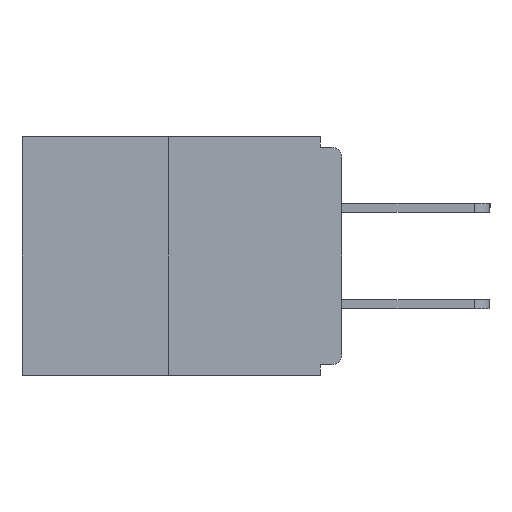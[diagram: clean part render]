
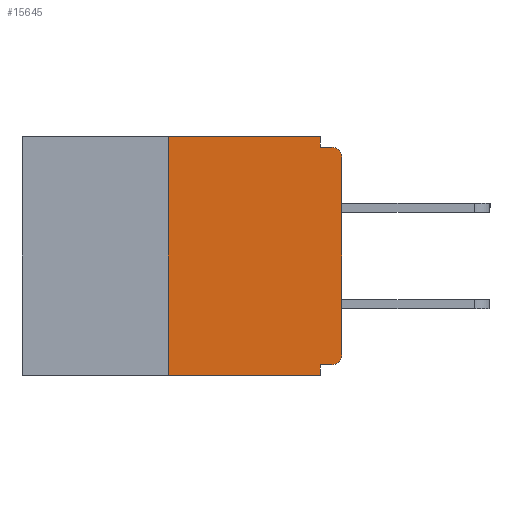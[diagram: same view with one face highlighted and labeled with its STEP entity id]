
A CAD part, left-side view. The second image highlights one B-rep face of the part: STEP entity #15645.
In plain terms, the highlighted planar face has unit normal (-1, 0, 0).
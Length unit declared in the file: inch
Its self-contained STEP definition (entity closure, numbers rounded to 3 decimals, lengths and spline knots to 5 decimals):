
#109 = CARTESIAN_POINT ( 'NONE',  ( 0., 0.46, -0.343 ) ) ;
#147 = AXIS2_PLACEMENT_3D ( 'NONE', #14065, #13971, #9924 ) ;
#376 = CARTESIAN_POINT ( 'NONE',  ( 0., 0.031, 0. ) ) ;
#784 = ORIENTED_EDGE ( 'NONE', *, *, #9220, .F. ) ;
#826 = LINE ( 'NONE', #9022, #24465 ) ;
#858 = EDGE_CURVE ( 'NONE', #21215, #16002, #12934, .T. ) ;
#1438 = VERTEX_POINT ( 'NONE', #19015 ) ;
#1671 = EDGE_CURVE ( 'NONE', #1438, #25468, #7473, .T. ) ;
#1698 = VECTOR ( 'NONE', #25812, 39.37008 ) ;
#1755 = VERTEX_POINT ( 'NONE', #12717 ) ;
#1856 = CARTESIAN_POINT ( 'NONE',  ( 0., 0.46, 0. ) ) ;
#1955 = DIRECTION ( 'NONE',  ( 0., 0., 1. ) ) ;
#2007 = DIRECTION ( 'NONE',  ( -1., 0., 0. ) ) ;
#2085 = VECTOR ( 'NONE', #18402, 39.37008 ) ;
#2307 = DIRECTION ( 'NONE',  ( 0., 0., -1. ) ) ;
#2405 = EDGE_CURVE ( 'NONE', #13369, #25468, #5605, .T. ) ;
#3038 = ORIENTED_EDGE ( 'NONE', *, *, #17549, .F. ) ;
#3220 = EDGE_LOOP ( 'NONE', ( #12466, #3038, #20319, #22573, #9723, #5079, #20251, #9263, #19132, #784 ) ) ;
#3509 = EDGE_CURVE ( 'NONE', #1755, #7350, #11598, .T. ) ;
#4531 = EDGE_CURVE ( 'NONE', #15326, #7350, #4893, .T. ) ;
#4893 = LINE ( 'NONE', #10006, #1698 ) ;
#5079 = ORIENTED_EDGE ( 'NONE', *, *, #10858, .T. ) ;
#5605 = LINE ( 'NONE', #6315, #10386 ) ;
#6315 = CARTESIAN_POINT ( 'NONE',  ( 0., 0.031, -0.343 ) ) ;
#6916 = VECTOR ( 'NONE', #24041, 39.37008 ) ;
#7350 = VERTEX_POINT ( 'NONE', #21090 ) ;
#7473 = LINE ( 'NONE', #109, #2085 ) ;
#7613 = CARTESIAN_POINT ( 'NONE',  ( 0., 0., -0.313 ) ) ;
#8221 = CARTESIAN_POINT ( 'NONE',  ( 0., 0.015, -0.03 ) ) ;
#8256 = CARTESIAN_POINT ( 'NONE',  ( 0., 0., 0. ) ) ;
#8926 = VECTOR ( 'NONE', #1955, 39.37008 ) ;
#9022 = CARTESIAN_POINT ( 'NONE',  ( 0., 0.031, 0. ) ) ;
#9162 = VERTEX_POINT ( 'NONE', #7613 ) ;
#9220 = EDGE_CURVE ( 'NONE', #16002, #15326, #826, .T. ) ;
#9263 = ORIENTED_EDGE ( 'NONE', *, *, #3509, .T. ) ;
#9723 = ORIENTED_EDGE ( 'NONE', *, *, #11975, .F. ) ;
#9879 = CARTESIAN_POINT ( 'NONE',  ( 0., 0.46, 0. ) ) ;
#9924 = DIRECTION ( 'NONE',  ( 0., 0., -1. ) ) ;
#10006 = CARTESIAN_POINT ( 'NONE',  ( 0., 0., -0.015 ) ) ;
#10386 = VECTOR ( 'NONE', #2307, 39.37008 ) ;
#10858 = EDGE_CURVE ( 'NONE', #23004, #9162, #17492, .T. ) ;
#10913 = CARTESIAN_POINT ( 'NONE',  ( 0., 0.25, 0. ) ) ;
#10959 = CARTESIAN_POINT ( 'NONE',  ( 0., 0., -0.328 ) ) ;
#11598 = CIRCLE ( 'NONE', #17927, 0.015 ) ;
#11818 = EDGE_CURVE ( 'NONE', #9162, #1755, #21171, .T. ) ;
#11975 = EDGE_CURVE ( 'NONE', #23004, #13369, #14307, .T. ) ;
#12047 = CARTESIAN_POINT ( 'NONE',  ( 0., 0.031, -0.015 ) ) ;
#12272 = VECTOR ( 'NONE', #23068, 39.37008 ) ;
#12435 = VECTOR ( 'NONE', #20840, 39.37008 ) ;
#12466 = ORIENTED_EDGE ( 'NONE', *, *, #858, .F. ) ;
#12717 = CARTESIAN_POINT ( 'NONE',  ( 0., 0., -0.03 ) ) ;
#12917 = DIRECTION ( 'NONE',  ( 0., 0., -1. ) ) ;
#12934 = LINE ( 'NONE', #1856, #6916 ) ;
#13369 = VERTEX_POINT ( 'NONE', #23206 ) ;
#13510 = DIRECTION ( 'NONE',  ( 0., 0., -1. ) ) ;
#13719 = CARTESIAN_POINT ( 'NONE',  ( 0., 0.031, -0.343 ) ) ;
#13971 = DIRECTION ( 'NONE',  ( -1., 0., 0. ) ) ;
#14065 = CARTESIAN_POINT ( 'NONE',  ( 0., 0.015, -0.313 ) ) ;
#14155 = AXIS2_PLACEMENT_3D ( 'NONE', #9879, #21295, #13510 ) ;
#14218 = PLANE ( 'NONE',  #14155 ) ;
#14307 = LINE ( 'NONE', #10959, #12435 ) ;
#15326 = VERTEX_POINT ( 'NONE', #12047 ) ;
#15645 = ADVANCED_FACE ( 'NONE', ( #24242 ), #14218, .F. ) ;
#16002 = VERTEX_POINT ( 'NONE', #376 ) ;
#17492 = CIRCLE ( 'NONE', #147, 0.015 ) ;
#17549 = EDGE_CURVE ( 'NONE', #1438, #21215, #19493, .T. ) ;
#17927 = AXIS2_PLACEMENT_3D ( 'NONE', #8221, #2007, #24278 ) ;
#18402 = DIRECTION ( 'NONE',  ( 0., -1., 0. ) ) ;
#19015 = CARTESIAN_POINT ( 'NONE',  ( 0., 0.25, -0.343 ) ) ;
#19132 = ORIENTED_EDGE ( 'NONE', *, *, #4531, .F. ) ;
#19493 = LINE ( 'NONE', #10913, #12272 ) ;
#20251 = ORIENTED_EDGE ( 'NONE', *, *, #11818, .T. ) ;
#20319 = ORIENTED_EDGE ( 'NONE', *, *, #1671, .T. ) ;
#20840 = DIRECTION ( 'NONE',  ( 0., 1., 0. ) ) ;
#21090 = CARTESIAN_POINT ( 'NONE',  ( 0., 0.015, -0.015 ) ) ;
#21171 = LINE ( 'NONE', #8256, #8926 ) ;
#21215 = VERTEX_POINT ( 'NONE', #23268 ) ;
#21295 = DIRECTION ( 'NONE',  ( 1., 0., 0. ) ) ;
#22573 = ORIENTED_EDGE ( 'NONE', *, *, #2405, .F. ) ;
#23004 = VERTEX_POINT ( 'NONE', #24684 ) ;
#23068 = DIRECTION ( 'NONE',  ( 0., 0., 1. ) ) ;
#23206 = CARTESIAN_POINT ( 'NONE',  ( 0., 0.031, -0.328 ) ) ;
#23268 = CARTESIAN_POINT ( 'NONE',  ( 0., 0.25, 0. ) ) ;
#24041 = DIRECTION ( 'NONE',  ( 0., -1., 0. ) ) ;
#24242 = FACE_OUTER_BOUND ( 'NONE', #3220, .T. ) ;
#24278 = DIRECTION ( 'NONE',  ( 0., 0., -1. ) ) ;
#24465 = VECTOR ( 'NONE', #12917, 39.37008 ) ;
#24684 = CARTESIAN_POINT ( 'NONE',  ( 0., 0.015, -0.328 ) ) ;
#25468 = VERTEX_POINT ( 'NONE', #13719 ) ;
#25812 = DIRECTION ( 'NONE',  ( 0., -1., 0. ) ) ;
